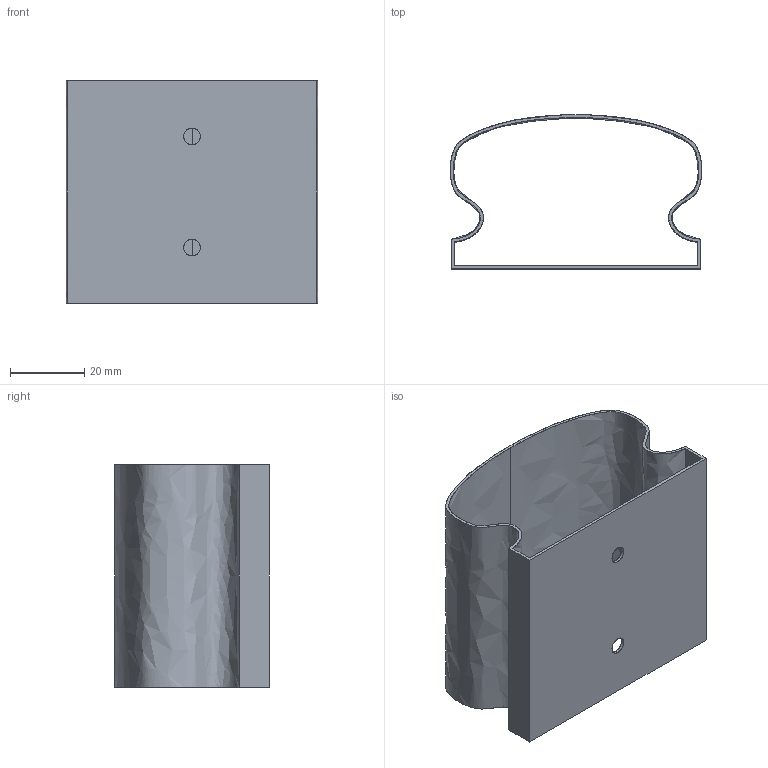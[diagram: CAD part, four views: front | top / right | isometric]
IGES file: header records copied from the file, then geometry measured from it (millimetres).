
Start section: SolidWorks IGES file using analytic representation for surfaces
Global section: file name: àðò. KRT740.IGS; native system: SolidWorks 2014; preprocessor: SolidWorks 2014; author: Àíäðåé; date: 140718.175344; units: millimetre
Bounding box: 67.85 x 41.6 x 60 mm (x, y, z)
Surface area: 26245.1 mm2 (no closed solid volume)
Topology: 0 solids, 0 shells, 16 faces, 614 edges, 614 vertices
Faces by surface type: bspline 12, revolution 4
